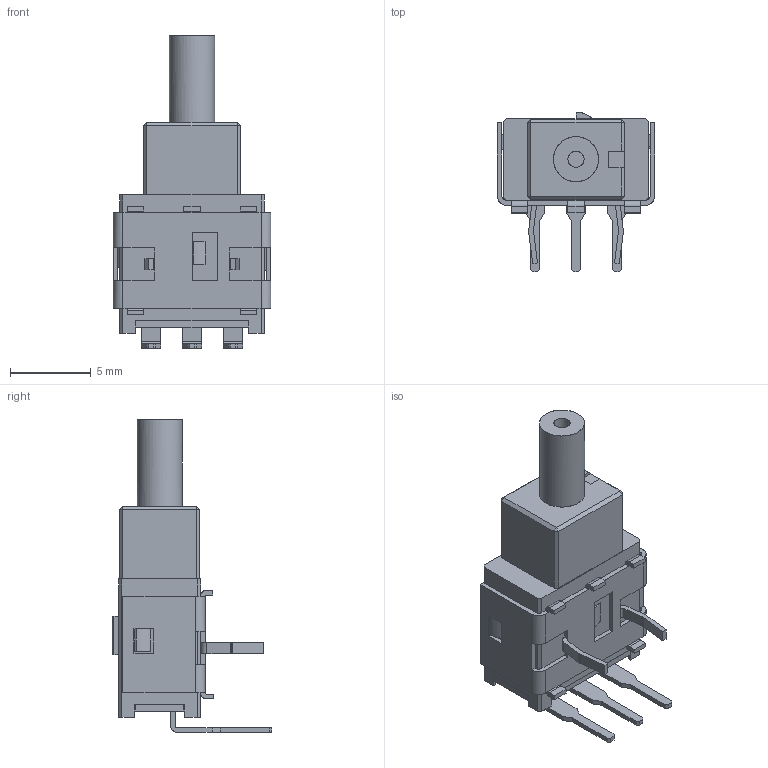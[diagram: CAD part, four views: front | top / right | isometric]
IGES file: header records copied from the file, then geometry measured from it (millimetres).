
Start section: C
Global section: file name: 465031772505.igs; native system: By Siemens PLM Incorporated; preprocessor: XPlus GENERIC/IGES 16.0.42; author: Author; organization: Title; date: 20150317.145736; units: millimetre
Bounding box: 9.8 x 9.9 x 19.43 mm (x, y, z)
Surface area: 877.4 mm2 (no closed solid volume)
Topology: 0 solids, 0 shells, 251 faces, 1340 edges, 1340 vertices
Faces by surface type: bspline 251
